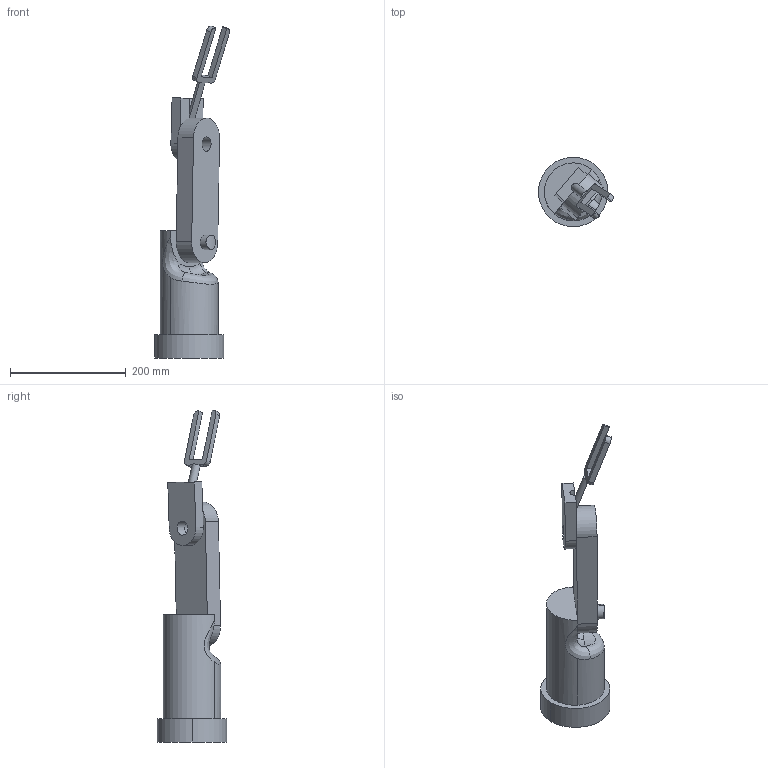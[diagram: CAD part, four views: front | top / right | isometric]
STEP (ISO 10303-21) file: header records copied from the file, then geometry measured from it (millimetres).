
FILE_DESCRIPTION(/* description */ ('STEP AP242','CAx-IF Rec.Pracs.---Representation and Presentation of Product Manufacturing Information (PMI)---4.0---2014-10-13','CAx-IF Rec.Pracs.---3D Tessellated Geometry---0.4---2014-09-14','2;1'),/* implementation_level */ '2;1');
FILE_NAME(/* name */ '68627db36e17b807595bf7bb',/* time_stamp */ '2025-06-30T12:06:13Z',/* author */ (''),/* organization */ (''),/* preprocessor_version */ 'ST-DEVELOPER v20',/* originating_system */ 'ONSHAPE BY PTC INC, 1.200',/* authorisation */ ' ');
FILE_SCHEMA (('AP242_MANAGED_MODEL_BASED_3D_ENGINEERING_MIM_LF { 1 0 10303 442 1 1 4 }'));
Length unit declared in the file: metre
Products named in the file (6): Assembly 1; Part 2; Part 5; Part 1; Part 3; Part 4
Assembly tree (5 placements, depth 2):
  Assembly 1
    Part 2
    Part 5
    Part 1
    Part 3
    Part 4
Bounding box: 129.71 x 120 x 574.19 mm (x, y, z)
Volume: 2193267.3 mm3; surface area: 199070.8 mm2
Topology: 5 solids, 5 shells, 59 faces, 147 edges, 100 vertices
Faces by surface type: plane 29, cylinder 25, bspline 3, torus 2
Entity records: 2248 total; most frequent: CARTESIAN_POINT 647, DIRECTION 318, ORIENTED_EDGE 294, EDGE_CURVE 147, AXIS2_PLACEMENT_3D 121, VERTEX_POINT 100, LINE 76, VECTOR 76
